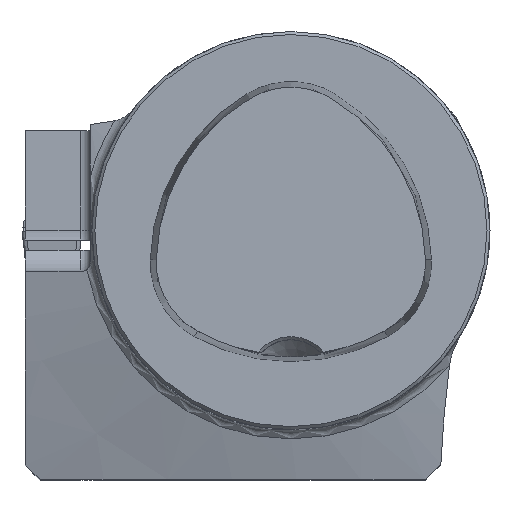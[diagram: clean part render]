
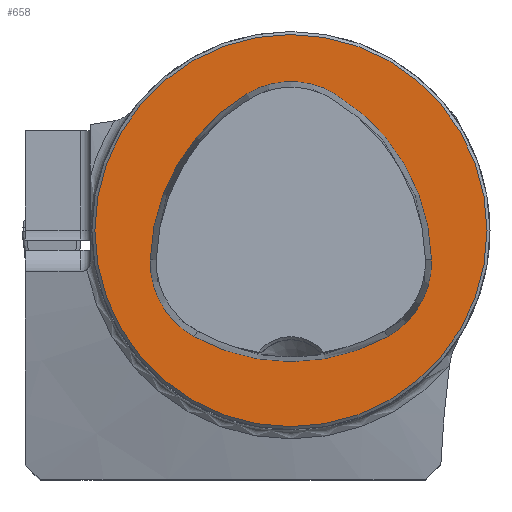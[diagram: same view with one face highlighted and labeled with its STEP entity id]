
A CAD part, top view. The second image highlights one B-rep face of the part: STEP entity #658.
In plain terms, the highlighted planar face has unit normal (0, 0, 1).
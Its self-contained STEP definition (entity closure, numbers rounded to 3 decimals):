
#108=FACE_BOUND('',#905,.T.);
#109=FACE_BOUND('',#906,.T.);
#176=PLANE('',#2387);
#658=ADVANCED_FACE('CU_FL_N1_SU_1',(#108,#109),#176,.T.);
#905=EDGE_LOOP('',(#1268,#1269,#1270,#1271,#1272,#1273));
#906=EDGE_LOOP('',(#1274));
#1015=CIRCLE('',#2378,20.063);
#1017=CIRCLE('',#2381,20.063);
#1018=CIRCLE('',#2382,8.563);
#1019=CIRCLE('',#2383,20.063);
#1020=CIRCLE('',#2384,8.563);
#1021=CIRCLE('',#2385,8.563);
#1022=CIRCLE('',#2386,19.7);
#1268=ORIENTED_EDGE('',*,*,#2063,.F.);
#1269=ORIENTED_EDGE('',*,*,#2064,.F.);
#1270=ORIENTED_EDGE('',*,*,#2065,.F.);
#1271=ORIENTED_EDGE('',*,*,#2066,.F.);
#1272=ORIENTED_EDGE('',*,*,#2060,.F.);
#1273=ORIENTED_EDGE('',*,*,#2067,.F.);
#1274=ORIENTED_EDGE('',*,*,#2068,.T.);
#1817=VERTEX_POINT('',#3797);
#1818=VERTEX_POINT('',#3799);
#1820=VERTEX_POINT('',#3805);
#1821=VERTEX_POINT('',#3806);
#1822=VERTEX_POINT('',#3808);
#1823=VERTEX_POINT('',#3810);
#1824=VERTEX_POINT('',#3814);
#2060=EDGE_CURVE('',#1817,#1818,#1015,.T.);
#2063=EDGE_CURVE('',#1820,#1821,#1017,.T.);
#2064=EDGE_CURVE('',#1822,#1820,#1018,.T.);
#2065=EDGE_CURVE('',#1823,#1822,#1019,.T.);
#2066=EDGE_CURVE('',#1818,#1823,#1020,.T.);
#2067=EDGE_CURVE('',#1821,#1817,#1021,.T.);
#2068=EDGE_CURVE('',#1824,#1824,#1022,.T.);
#2378=AXIS2_PLACEMENT_3D('',#3798,#2725,#2726);
#2381=AXIS2_PLACEMENT_3D('',#3804,#2732,#2733);
#2382=AXIS2_PLACEMENT_3D('',#3807,#2734,#2735);
#2383=AXIS2_PLACEMENT_3D('',#3809,#2736,#2737);
#2384=AXIS2_PLACEMENT_3D('',#3811,#2738,#2739);
#2385=AXIS2_PLACEMENT_3D('',#3812,#2740,#2741);
#2386=AXIS2_PLACEMENT_3D('',#3813,#2742,#2743);
#2387=AXIS2_PLACEMENT_3D('',#3815,#2744,#2745);
#2725=DIRECTION('',(0.,0.,1.));
#2726=DIRECTION('',(1.,0.,0.));
#2732=DIRECTION('',(0.,0.,1.));
#2733=DIRECTION('',(1.,0.,0.));
#2734=DIRECTION('',(0.,0.,1.));
#2735=DIRECTION('',(1.,0.,0.));
#2736=DIRECTION('',(0.,0.,1.));
#2737=DIRECTION('',(1.,0.,0.));
#2738=DIRECTION('',(0.,0.,1.));
#2739=DIRECTION('',(1.,0.,0.));
#2740=DIRECTION('',(0.,0.,1.));
#2741=DIRECTION('',(1.,0.,0.));
#2742=DIRECTION('',(0.,0.,1.));
#2743=DIRECTION('',(1.,0.,0.));
#2744=DIRECTION('',(0.,0.,1.));
#2745=DIRECTION('',(1.,0.,0.));
#3797=CARTESIAN_POINT('',(-9.704,-10.66,0.));
#3798=CARTESIAN_POINT('',(0.,6.9,0.));
#3799=CARTESIAN_POINT('',(9.704,-10.66,0.));
#3804=CARTESIAN_POINT('',(5.934,-3.451,0.));
#3805=CARTESIAN_POINT('',(-4.418,13.735,0.));
#3806=CARTESIAN_POINT('',(-14.123,-2.953,0.));
#3807=CARTESIAN_POINT('',(0.,6.4,0.));
#3808=CARTESIAN_POINT('',(4.418,13.735,0.));
#3809=CARTESIAN_POINT('',(-5.934,-3.451,0.));
#3810=CARTESIAN_POINT('',(14.123,-2.953,0.));
#3811=CARTESIAN_POINT('',(5.562,-3.165,0.));
#3812=CARTESIAN_POINT('',(-5.562,-3.165,0.));
#3813=CARTESIAN_POINT('',(0.,0.,0.));
#3814=CARTESIAN_POINT('',(19.7,0.,0.));
#3815=CARTESIAN_POINT('',(0.,0.,0.));
